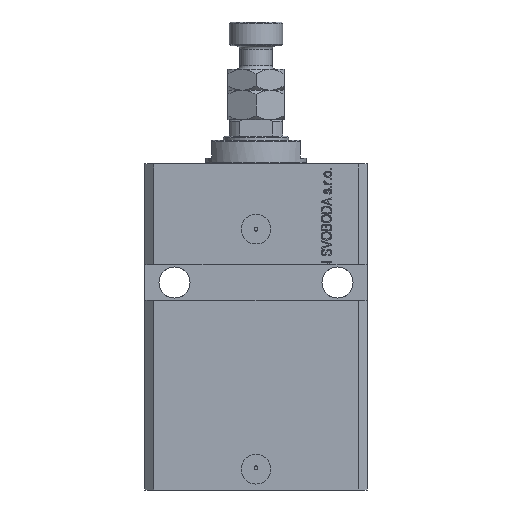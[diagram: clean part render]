
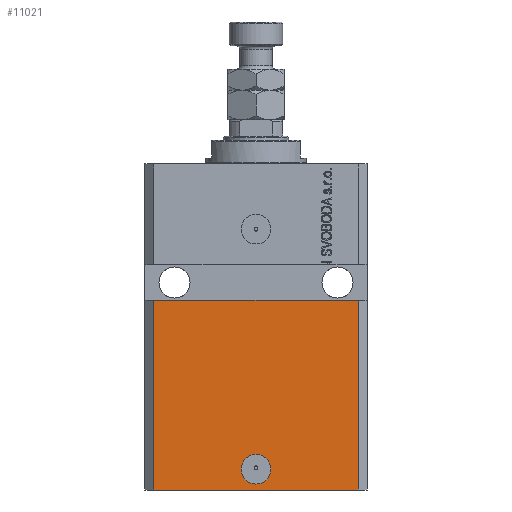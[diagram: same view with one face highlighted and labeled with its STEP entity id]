
A CAD part, front view. The second image highlights one B-rep face of the part: STEP entity #11021.
In plain terms, the highlighted planar face has unit normal (0, -1, 0).
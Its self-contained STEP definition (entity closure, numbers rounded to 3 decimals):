
#383 = DIRECTION ( 'NONE',  ( 0., -1., 0. ) ) ;
#710 = VECTOR ( 'NONE', #48423, 1000. ) ;
#2617 = FACE_BOUND ( 'NONE', #13266, .T. ) ;
#2781 = DIRECTION ( 'NONE',  ( 1., 0., 0. ) ) ;
#2897 = VECTOR ( 'NONE', #35313, 1000. ) ;
#3793 = VECTOR ( 'NONE', #43619, 1000. ) ;
#8031 = CARTESIAN_POINT ( 'NONE',  ( 34.5, -27.5, -46. ) ) ;
#8916 = EDGE_CURVE ( 'NONE', #24481, #35999, #36386, .T. ) ;
#9773 = LINE ( 'NONE', #28427, #3793 ) ;
#11021 = ADVANCED_FACE ( 'NONE', ( #2617, #16848 ), #13660, .T. ) ;
#11645 = ORIENTED_EDGE ( 'NONE', *, *, #8916, .T. ) ;
#11665 = CARTESIAN_POINT ( 'NONE',  ( 5., -27.5, -103. ) ) ;
#13174 = DIRECTION ( 'NONE',  ( 0., 0., -1. ) ) ;
#13266 = EDGE_LOOP ( 'NONE', ( #39665, #25128 ) ) ;
#13623 = VERTEX_POINT ( 'NONE', #8031 ) ;
#13660 = PLANE ( 'NONE',  #41253 ) ;
#13717 = CARTESIAN_POINT ( 'NONE',  ( -34.5, -27.5, -110. ) ) ;
#16848 = FACE_OUTER_BOUND ( 'NONE', #33567, .T. ) ;
#19122 = DIRECTION ( 'NONE',  ( 1., 0., 0. ) ) ;
#20031 = EDGE_CURVE ( 'NONE', #34601, #13623, #9773, .T. ) ;
#20720 = CIRCLE ( 'NONE', #30155, 5. ) ;
#21126 = EDGE_CURVE ( 'NONE', #24481, #34601, #28195, .T. ) ;
#22189 = CARTESIAN_POINT ( 'NONE',  ( 34.5, -27.5, -110. ) ) ;
#22322 = CARTESIAN_POINT ( 'NONE',  ( 0., -27.5, -103. ) ) ;
#24481 = VERTEX_POINT ( 'NONE', #38459 ) ;
#24660 = VERTEX_POINT ( 'NONE', #11665 ) ;
#25128 = ORIENTED_EDGE ( 'NONE', *, *, #42382, .F. ) ;
#25991 = EDGE_CURVE ( 'NONE', #35999, #13623, #37165, .T. ) ;
#26154 = CARTESIAN_POINT ( 'NONE',  ( 0., -27.5, -103. ) ) ;
#28195 = LINE ( 'NONE', #13717, #2897 ) ;
#28427 = CARTESIAN_POINT ( 'NONE',  ( -37.5, -27.5, -46. ) ) ;
#28879 = ORIENTED_EDGE ( 'NONE', *, *, #25991, .T. ) ;
#30155 = AXIS2_PLACEMENT_3D ( 'NONE', #22322, #45347, #19122 ) ;
#31818 = CARTESIAN_POINT ( 'NONE',  ( -34.5, -27.5, -110. ) ) ;
#32576 = VERTEX_POINT ( 'NONE', #44481 ) ;
#33567 = EDGE_LOOP ( 'NONE', ( #46178, #48224, #11645, #28879 ) ) ;
#33793 = CIRCLE ( 'NONE', #40041, 5. ) ;
#34601 = VERTEX_POINT ( 'NONE', #43404 ) ;
#35078 = EDGE_CURVE ( 'NONE', #24660, #32576, #33793, .T. ) ;
#35313 = DIRECTION ( 'NONE',  ( 0., 0., 1. ) ) ;
#35999 = VERTEX_POINT ( 'NONE', #36980 ) ;
#36386 = LINE ( 'NONE', #39336, #47448 ) ;
#36980 = CARTESIAN_POINT ( 'NONE',  ( 34.5, -27.5, -110. ) ) ;
#37165 = LINE ( 'NONE', #22189, #710 ) ;
#37211 = DIRECTION ( 'NONE',  ( 1., 0., 0. ) ) ;
#38459 = CARTESIAN_POINT ( 'NONE',  ( -34.5, -27.5, -110. ) ) ;
#39336 = CARTESIAN_POINT ( 'NONE',  ( -34.5, -27.5, -110. ) ) ;
#39665 = ORIENTED_EDGE ( 'NONE', *, *, #35078, .F. ) ;
#40041 = AXIS2_PLACEMENT_3D ( 'NONE', #26154, #383, #37211 ) ;
#41253 = AXIS2_PLACEMENT_3D ( 'NONE', #31818, #46763, #13174 ) ;
#42382 = EDGE_CURVE ( 'NONE', #32576, #24660, #20720, .T. ) ;
#43404 = CARTESIAN_POINT ( 'NONE',  ( -34.5, -27.5, -46. ) ) ;
#43619 = DIRECTION ( 'NONE',  ( 1., 0., 0. ) ) ;
#44481 = CARTESIAN_POINT ( 'NONE',  ( -5., -27.5, -103. ) ) ;
#45347 = DIRECTION ( 'NONE',  ( 0., -1., 0. ) ) ;
#46178 = ORIENTED_EDGE ( 'NONE', *, *, #20031, .F. ) ;
#46763 = DIRECTION ( 'NONE',  ( 0., -1., 0. ) ) ;
#47448 = VECTOR ( 'NONE', #2781, 1000. ) ;
#48224 = ORIENTED_EDGE ( 'NONE', *, *, #21126, .F. ) ;
#48423 = DIRECTION ( 'NONE',  ( 0., 0., 1. ) ) ;
